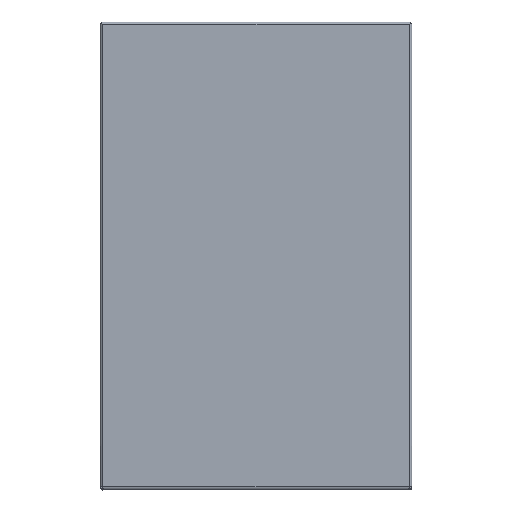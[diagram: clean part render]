
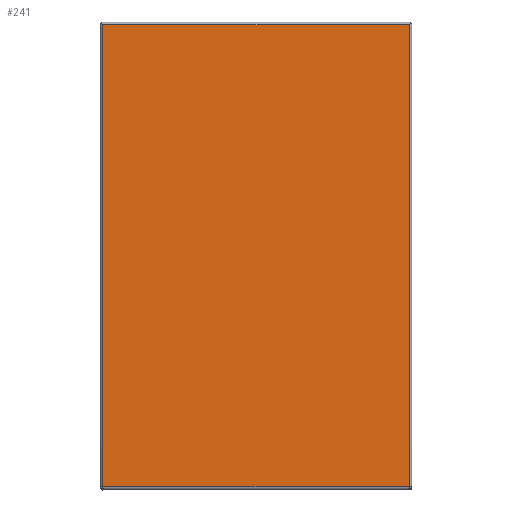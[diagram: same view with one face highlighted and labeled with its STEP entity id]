
A CAD part, top view. The second image highlights one B-rep face of the part: STEP entity #241.
In plain terms, the highlighted planar face has unit normal (0, 0, 1).
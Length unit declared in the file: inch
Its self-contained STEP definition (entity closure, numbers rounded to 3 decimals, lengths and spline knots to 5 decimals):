
#54 = ORIENTED_EDGE ( 'NONE', *, *, #609, .T. ) ;
#80 = DIRECTION ( 'NONE',  ( 0., 1., 0. ) ) ;
#150 = EDGE_LOOP ( 'NONE', ( #244, #54, #1665, #312 ) ) ;
#170 = VERTEX_POINT ( 'NONE', #492 ) ;
#241 = ADVANCED_FACE ( 'NONE', ( #2125 ), #1151, .T. ) ;
#244 = ORIENTED_EDGE ( 'NONE', *, *, #986, .T. ) ;
#259 = LINE ( 'NONE', #1628, #282 ) ;
#270 = LINE ( 'NONE', #1244, #2243 ) ;
#282 = VECTOR ( 'NONE', #2363, 39.37008 ) ;
#297 = CARTESIAN_POINT ( 'NONE',  ( 0.143, 0.048, 12. ) ) ;
#312 = ORIENTED_EDGE ( 'NONE', *, *, #2459, .T. ) ;
#316 = VECTOR ( 'NONE', #1583, 39.37008 ) ;
#492 = CARTESIAN_POINT ( 'NONE',  ( 15.857, 0.048, 12. ) ) ;
#609 = EDGE_CURVE ( 'NONE', #2292, #1268, #2136, .T. ) ;
#868 = DIRECTION ( 'NONE',  ( 1., 0., 0. ) ) ;
#986 = EDGE_CURVE ( 'NONE', #170, #2292, #270, .T. ) ;
#1018 = VECTOR ( 'NONE', #868, 39.37008 ) ;
#1130 = CARTESIAN_POINT ( 'NONE',  ( 0.143, 23.762, 12. ) ) ;
#1151 = PLANE ( 'NONE',  #1700 ) ;
#1189 = CARTESIAN_POINT ( 'NONE',  ( 0., 23.762, 12. ) ) ;
#1244 = CARTESIAN_POINT ( 'NONE',  ( 15.857, 0., 12. ) ) ;
#1268 = VERTEX_POINT ( 'NONE', #1130 ) ;
#1583 = DIRECTION ( 'NONE',  ( -1., 0., 0. ) ) ;
#1628 = CARTESIAN_POINT ( 'NONE',  ( 0.143, 0., 12. ) ) ;
#1665 = ORIENTED_EDGE ( 'NONE', *, *, #2338, .T. ) ;
#1700 = AXIS2_PLACEMENT_3D ( 'NONE', #2296, #2499, #2100 ) ;
#1866 = LINE ( 'NONE', #2077, #1018 ) ;
#2077 = CARTESIAN_POINT ( 'NONE',  ( 0., 0.048, 12. ) ) ;
#2100 = DIRECTION ( 'NONE',  ( 1., 0., 0. ) ) ;
#2111 = VERTEX_POINT ( 'NONE', #297 ) ;
#2125 = FACE_OUTER_BOUND ( 'NONE', #150, .T. ) ;
#2136 = LINE ( 'NONE', #1189, #316 ) ;
#2243 = VECTOR ( 'NONE', #80, 39.37008 ) ;
#2292 = VERTEX_POINT ( 'NONE', #2518 ) ;
#2296 = CARTESIAN_POINT ( 'NONE',  ( 0., 0., 12. ) ) ;
#2338 = EDGE_CURVE ( 'NONE', #1268, #2111, #259, .T. ) ;
#2363 = DIRECTION ( 'NONE',  ( 0., -1., 0. ) ) ;
#2459 = EDGE_CURVE ( 'NONE', #2111, #170, #1866, .T. ) ;
#2499 = DIRECTION ( 'NONE',  ( 0., 0., 1. ) ) ;
#2518 = CARTESIAN_POINT ( 'NONE',  ( 15.857, 23.762, 12. ) ) ;
